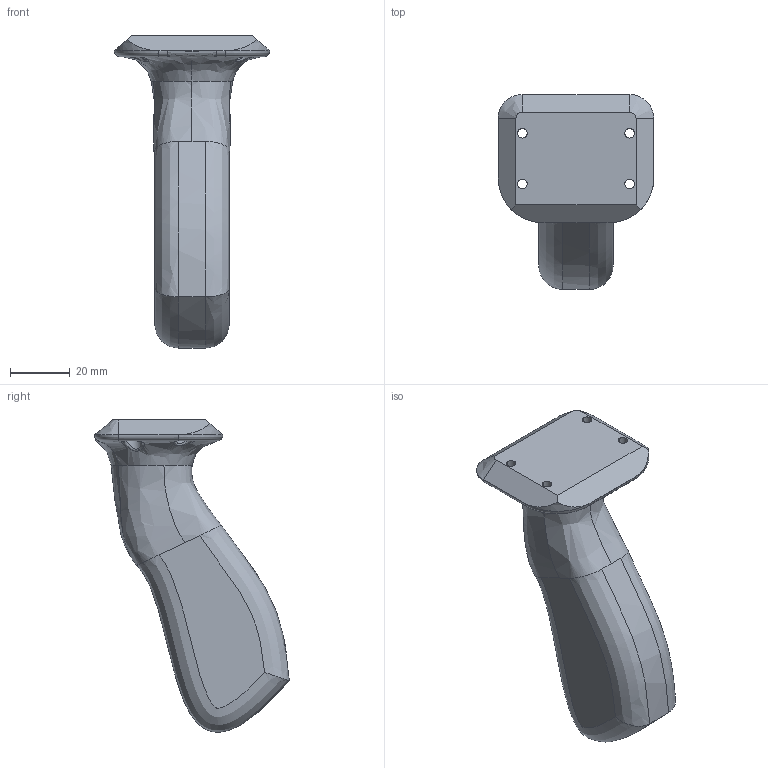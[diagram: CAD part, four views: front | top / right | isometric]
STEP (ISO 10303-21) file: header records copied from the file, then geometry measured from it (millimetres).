
FILE_DESCRIPTION(/* description */ (''),/* implementation_level */ '2;1');
FILE_NAME(/* name */ 'NE6ECF~1',/* time_stamp */ '2025-04-30T14:05:06+08:00',/* author */ (''),/* organization */ (''),/* preprocessor_version */ 'ST-DEVELOPER v16.5',/* originating_system */ '',/* authorisation */ '');
FILE_SCHEMA (('CONFIG_CONTROL_DESIGN'));
Length unit declared in the file: millimetre
Products named in the file (1): Document
Bounding box: 52.2 x 65.26 x 104.77 mm (x, y, z)
Volume: 87117.2 mm3; surface area: 14614.9 mm2
Topology: 1 solids, 1 shells, 76 faces, 183 edges, 107 vertices
Faces by surface type: bspline 41, cylinder 24, plane 11
Entity records: 8131 total; most frequent: CARTESIAN_POINT 6948, ORIENTED_EDGE 366, EDGE_CURVE 183, VERTEX_POINT 107, B_SPLINE_CURVE_WITH_KNOTS 88, EDGE_LOOP 82, ADVANCED_FACE 76, FACE_OUTER_BOUND 76
